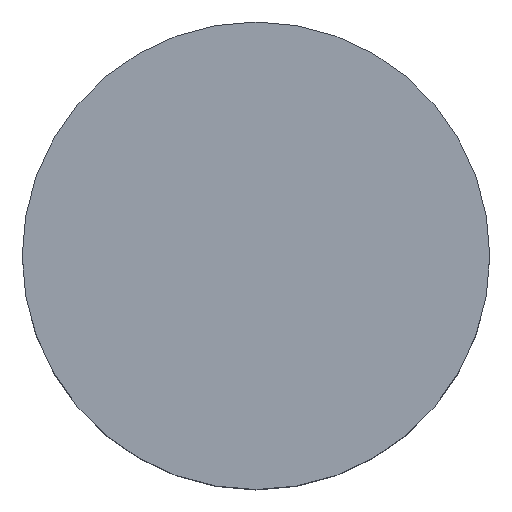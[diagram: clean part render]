
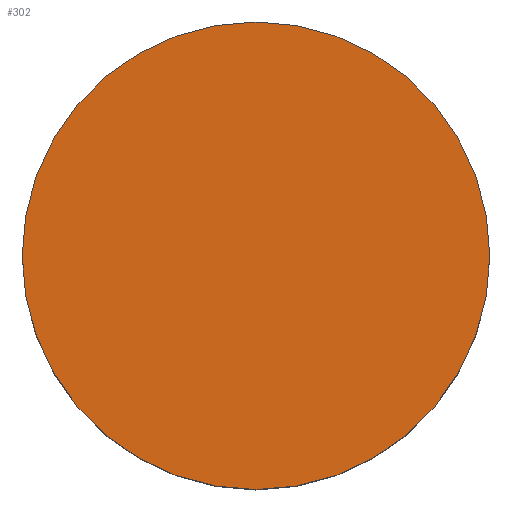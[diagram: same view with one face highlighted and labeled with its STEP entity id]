
A CAD part, top view. The second image highlights one B-rep face of the part: STEP entity #302.
In plain terms, the highlighted planar face has unit normal (0, 0, 1).
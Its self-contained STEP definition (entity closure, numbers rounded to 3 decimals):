
#15 = EDGE_CURVE ( 'NONE', #335, #109, #65, .T. ) ;
#19 = EDGE_CURVE ( 'NONE', #109, #335, #218, .T. ) ;
#22 = FACE_OUTER_BOUND ( 'NONE', #256, .T. ) ;
#25 = AXIS2_PLACEMENT_3D ( 'NONE', #244, #129, #189 ) ;
#35 = DIRECTION ( 'NONE',  ( 1., 0., 0. ) ) ;
#56 = ORIENTED_EDGE ( 'NONE', *, *, #19, .T. ) ;
#62 = DIRECTION ( 'NONE',  ( 0., 0., 1. ) ) ;
#65 = CIRCLE ( 'NONE', #110, 3. ) ;
#75 = PLANE ( 'NONE',  #25 ) ;
#109 = VERTEX_POINT ( 'NONE', #269 ) ;
#110 = AXIS2_PLACEMENT_3D ( 'NONE', #307, #139, #173 ) ;
#129 = DIRECTION ( 'NONE',  ( 0., 0., 1. ) ) ;
#139 = DIRECTION ( 'NONE',  ( 0., 0., 1. ) ) ;
#173 = DIRECTION ( 'NONE',  ( 1., 0., 0. ) ) ;
#189 = DIRECTION ( 'NONE',  ( 1., 0., 0. ) ) ;
#217 = CARTESIAN_POINT ( 'NONE',  ( 3., 0., 0. ) ) ;
#218 = CIRCLE ( 'NONE', #293, 3. ) ;
#244 = CARTESIAN_POINT ( 'NONE',  ( 0., 0., 0. ) ) ;
#248 = ORIENTED_EDGE ( 'NONE', *, *, #15, .T. ) ;
#251 = CARTESIAN_POINT ( 'NONE',  ( 0., 0., 0. ) ) ;
#256 = EDGE_LOOP ( 'NONE', ( #248, #56 ) ) ;
#269 = CARTESIAN_POINT ( 'NONE',  ( -3., 0., 0. ) ) ;
#293 = AXIS2_PLACEMENT_3D ( 'NONE', #251, #62, #35 ) ;
#302 = ADVANCED_FACE ( 'NONE', ( #22 ), #75, .T. ) ;
#307 = CARTESIAN_POINT ( 'NONE',  ( 0., 0., 0. ) ) ;
#335 = VERTEX_POINT ( 'NONE', #217 ) ;
